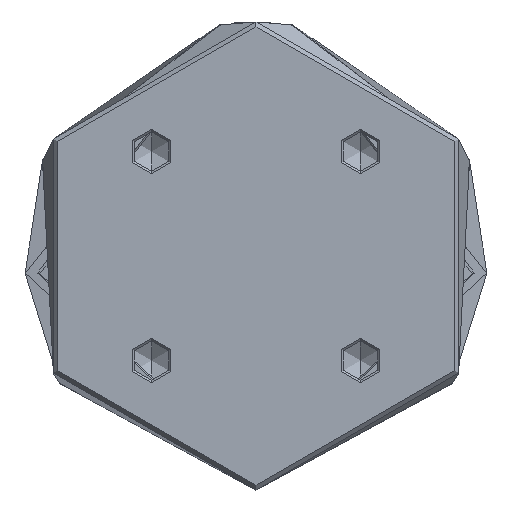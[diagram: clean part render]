
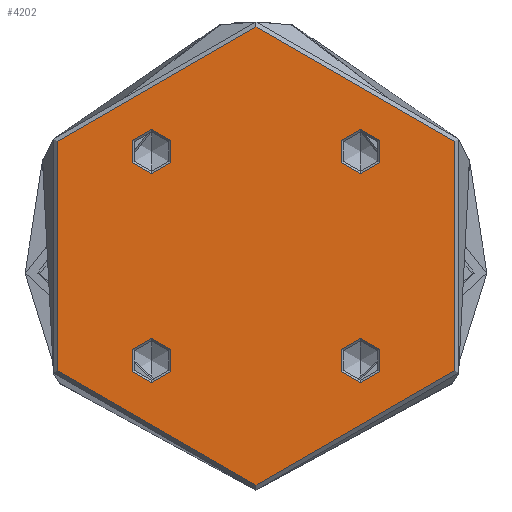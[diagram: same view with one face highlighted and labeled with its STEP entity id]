
A CAD part, front view. The second image highlights one B-rep face of the part: STEP entity #4202.
In plain terms, the highlighted face is planar.
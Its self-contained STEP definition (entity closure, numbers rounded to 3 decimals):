
#74 = DIRECTION ( 'NONE',  ( -1., 0., 0. ) ) ;
#165 = DIRECTION ( 'NONE',  ( 1., 0., 0. ) ) ;
#232 = DIRECTION ( 'NONE',  ( 1., 0., 0. ) ) ;
#278 = DIRECTION ( 'NONE',  ( 1., 0., 0. ) ) ;
#862 = CIRCLE ( 'NONE', #7775, 46.5 ) ;
#993 = EDGE_CURVE ( 'NONE', #5169, #1160, #2149, .T. ) ;
#1141 = CARTESIAN_POINT ( 'NONE',  ( -25.713, 21.213, 0. ) ) ;
#1160 = VERTEX_POINT ( 'NONE', #1861 ) ;
#1294 = VERTEX_POINT ( 'NONE', #5788 ) ;
#1301 = DIRECTION ( 'NONE',  ( 0., 0., 1. ) ) ;
#1401 = CARTESIAN_POINT ( 'NONE',  ( 0., 0., 0. ) ) ;
#1431 = ORIENTED_EDGE ( 'NONE', *, *, #3352, .T. ) ;
#1432 = VERTEX_POINT ( 'NONE', #2385 ) ;
#1693 = DIRECTION ( 'NONE',  ( 1., 0., 0. ) ) ;
#1711 = CARTESIAN_POINT ( 'NONE',  ( 16.713, -21.213, 0. ) ) ;
#1716 = DIRECTION ( 'NONE',  ( 0., 0., 1. ) ) ;
#1717 = ORIENTED_EDGE ( 'NONE', *, *, #993, .F. ) ;
#1723 = CARTESIAN_POINT ( 'NONE',  ( 0., 0., 0. ) ) ;
#1741 = EDGE_CURVE ( 'NONE', #3823, #3509, #6439, .T. ) ;
#1861 = CARTESIAN_POINT ( 'NONE',  ( -25.713, -21.213, 0. ) ) ;
#1970 = AXIS2_PLACEMENT_3D ( 'NONE', #3502, #7891, #4156 ) ;
#1997 = EDGE_CURVE ( 'NONE', #7422, #5324, #5885, .T. ) ;
#2053 = DIRECTION ( 'NONE',  ( -1., 0., 0. ) ) ;
#2149 = CIRCLE ( 'NONE', #5586, 4.5 ) ;
#2173 = CARTESIAN_POINT ( 'NONE',  ( 21.213, 21.213, 0. ) ) ;
#2293 = VERTEX_POINT ( 'NONE', #2695 ) ;
#2308 = CARTESIAN_POINT ( 'NONE',  ( -16.713, -21.213, 0. ) ) ;
#2385 = CARTESIAN_POINT ( 'NONE',  ( 16.713, 21.213, 0. ) ) ;
#2589 = VERTEX_POINT ( 'NONE', #6970 ) ;
#2614 = ORIENTED_EDGE ( 'NONE', *, *, #1741, .T. ) ;
#2695 = CARTESIAN_POINT ( 'NONE',  ( 46.5, 0., 0. ) ) ;
#2780 = DIRECTION ( 'NONE',  ( 1., 0., 0. ) ) ;
#2816 = FACE_OUTER_BOUND ( 'NONE', #6623, .T. ) ;
#2891 = EDGE_CURVE ( 'NONE', #1294, #2293, #6456, .T. ) ;
#2996 = FACE_BOUND ( 'NONE', #6771, .T. ) ;
#3352 = EDGE_CURVE ( 'NONE', #5324, #7422, #5014, .T. ) ;
#3368 = AXIS2_PLACEMENT_3D ( 'NONE', #5646, #5562, #5673 ) ;
#3502 = CARTESIAN_POINT ( 'NONE',  ( 21.213, -21.213, 0. ) ) ;
#3509 = VERTEX_POINT ( 'NONE', #1711 ) ;
#3556 = AXIS2_PLACEMENT_3D ( 'NONE', #5096, #1301, #5731 ) ;
#3823 = VERTEX_POINT ( 'NONE', #5572 ) ;
#3889 = DIRECTION ( 'NONE',  ( 0., 0., -1. ) ) ;
#3939 = AXIS2_PLACEMENT_3D ( 'NONE', #5826, #5795, #278 ) ;
#3988 = DIRECTION ( 'NONE',  ( 0., 0., 1. ) ) ;
#4054 = DIRECTION ( 'NONE',  ( 0., 0., 1. ) ) ;
#4067 = ORIENTED_EDGE ( 'NONE', *, *, #4111, .F. ) ;
#4111 = EDGE_CURVE ( 'NONE', #1160, #5169, #6864, .T. ) ;
#4156 = DIRECTION ( 'NONE',  ( 1., 0., 0. ) ) ;
#4202 = ADVANCED_FACE ( 'NONE', ( #6368, #4515, #7824, #2996, #2816 ), #5199, .F. ) ;
#4240 = EDGE_CURVE ( 'NONE', #1432, #2589, #5427, .T. ) ;
#4296 = ORIENTED_EDGE ( 'NONE', *, *, #1997, .T. ) ;
#4515 = FACE_BOUND ( 'NONE', #6084, .T. ) ;
#4963 = CARTESIAN_POINT ( 'NONE',  ( -16.713, 21.213, 0. ) ) ;
#5014 = CIRCLE ( 'NONE', #6206, 4.5 ) ;
#5061 = EDGE_CURVE ( 'NONE', #2589, #1432, #5875, .T. ) ;
#5096 = CARTESIAN_POINT ( 'NONE',  ( -21.213, -21.213, 0. ) ) ;
#5169 = VERTEX_POINT ( 'NONE', #2308 ) ;
#5199 = PLANE ( 'NONE',  #5233 ) ;
#5207 = ORIENTED_EDGE ( 'NONE', *, *, #7406, .T. ) ;
#5233 = AXIS2_PLACEMENT_3D ( 'NONE', #1401, #5832, #2053 ) ;
#5302 = ORIENTED_EDGE ( 'NONE', *, *, #8130, .T. ) ;
#5324 = VERTEX_POINT ( 'NONE', #4963 ) ;
#5413 = EDGE_LOOP ( 'NONE', ( #4067, #1717 ) ) ;
#5427 = CIRCLE ( 'NONE', #6883, 4.5 ) ;
#5562 = DIRECTION ( 'NONE',  ( 0., 0., -1. ) ) ;
#5572 = CARTESIAN_POINT ( 'NONE',  ( 25.713, -21.213, 0. ) ) ;
#5586 = AXIS2_PLACEMENT_3D ( 'NONE', #7234, #7265, #7850 ) ;
#5646 = CARTESIAN_POINT ( 'NONE',  ( -21.213, 21.213, 0. ) ) ;
#5673 = DIRECTION ( 'NONE',  ( -1., 0., 0. ) ) ;
#5731 = DIRECTION ( 'NONE',  ( -1., 0., 0. ) ) ;
#5788 = CARTESIAN_POINT ( 'NONE',  ( -46.5, 0., 0. ) ) ;
#5795 = DIRECTION ( 'NONE',  ( 0., 0., -1. ) ) ;
#5826 = CARTESIAN_POINT ( 'NONE',  ( 21.213, -21.213, 0. ) ) ;
#5832 = DIRECTION ( 'NONE',  ( 0., 0., -1. ) ) ;
#5875 = CIRCLE ( 'NONE', #6793, 4.5 ) ;
#5885 = CIRCLE ( 'NONE', #3368, 4.5 ) ;
#6084 = EDGE_LOOP ( 'NONE', ( #4296, #1431 ) ) ;
#6206 = AXIS2_PLACEMENT_3D ( 'NONE', #7646, #3889, #74 ) ;
#6368 = FACE_BOUND ( 'NONE', #5413, .T. ) ;
#6439 = CIRCLE ( 'NONE', #3939, 4.5 ) ;
#6456 = CIRCLE ( 'NONE', #8164, 46.5 ) ;
#6541 = DIRECTION ( 'NONE',  ( 0., 0., 1. ) ) ;
#6623 = EDGE_LOOP ( 'NONE', ( #6850, #5207 ) ) ;
#6747 = CIRCLE ( 'NONE', #1970, 4.5 ) ;
#6771 = EDGE_LOOP ( 'NONE', ( #8111, #7449 ) ) ;
#6793 = AXIS2_PLACEMENT_3D ( 'NONE', #2173, #6541, #2780 ) ;
#6850 = ORIENTED_EDGE ( 'NONE', *, *, #2891, .T. ) ;
#6864 = CIRCLE ( 'NONE', #3556, 4.5 ) ;
#6883 = AXIS2_PLACEMENT_3D ( 'NONE', #7787, #4054, #232 ) ;
#6970 = CARTESIAN_POINT ( 'NONE',  ( 25.713, 21.213, 0. ) ) ;
#7234 = CARTESIAN_POINT ( 'NONE',  ( -21.213, -21.213, 0. ) ) ;
#7265 = DIRECTION ( 'NONE',  ( 0., 0., 1. ) ) ;
#7359 = EDGE_LOOP ( 'NONE', ( #2614, #5302 ) ) ;
#7406 = EDGE_CURVE ( 'NONE', #2293, #1294, #862, .T. ) ;
#7422 = VERTEX_POINT ( 'NONE', #1141 ) ;
#7449 = ORIENTED_EDGE ( 'NONE', *, *, #4240, .F. ) ;
#7646 = CARTESIAN_POINT ( 'NONE',  ( -21.213, 21.213, 0. ) ) ;
#7725 = CARTESIAN_POINT ( 'NONE',  ( 0., 0., 0. ) ) ;
#7775 = AXIS2_PLACEMENT_3D ( 'NONE', #7725, #3988, #165 ) ;
#7787 = CARTESIAN_POINT ( 'NONE',  ( 21.213, 21.213, 0. ) ) ;
#7824 = FACE_BOUND ( 'NONE', #7359, .T. ) ;
#7850 = DIRECTION ( 'NONE',  ( -1., 0., 0. ) ) ;
#7891 = DIRECTION ( 'NONE',  ( 0., 0., -1. ) ) ;
#8111 = ORIENTED_EDGE ( 'NONE', *, *, #5061, .F. ) ;
#8130 = EDGE_CURVE ( 'NONE', #3509, #3823, #6747, .T. ) ;
#8164 = AXIS2_PLACEMENT_3D ( 'NONE', #1723, #1716, #1693 ) ;
